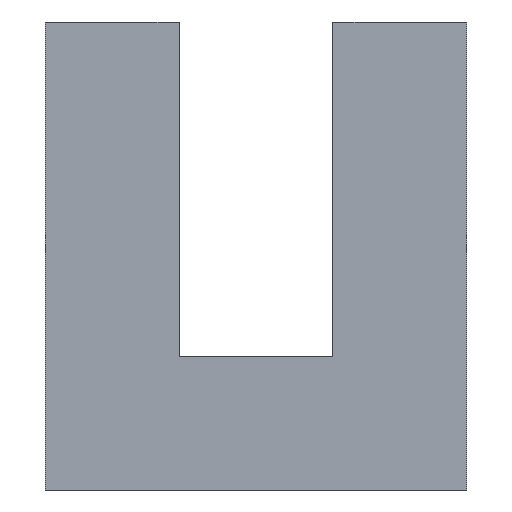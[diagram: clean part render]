
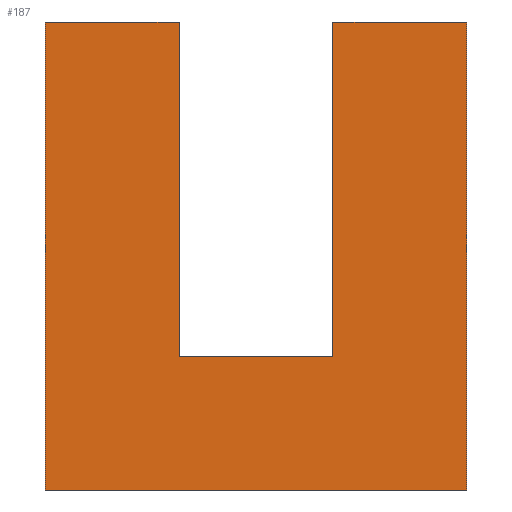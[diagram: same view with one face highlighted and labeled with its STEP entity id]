
A CAD part, left-side view. The second image highlights one B-rep face of the part: STEP entity #187.
In plain terms, the highlighted planar face has unit normal (-1, 0, 0).
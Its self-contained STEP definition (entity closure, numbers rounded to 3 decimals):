
#21=FACE_OUTER_BOUND('',#31,.T.);
#31=EDGE_LOOP('',(#151,#152,#153,#154,#155,#156,#157,#158));
#38=LINE('',#270,#62);
#39=LINE('',#273,#63);
#43=LINE('',#282,#67);
#46=LINE('',#288,#70);
#54=LINE('',#302,#78);
#55=LINE('',#305,#79);
#56=LINE('',#306,#80);
#57=LINE('',#307,#81);
#62=VECTOR('',#222,10.);
#63=VECTOR('',#225,10.);
#67=VECTOR('',#231,10.);
#70=VECTOR('',#236,10.);
#78=VECTOR('',#248,10.);
#79=VECTOR('',#251,10.);
#80=VECTOR('',#252,10.);
#81=VECTOR('',#253,10.);
#84=VERTEX_POINT('',#264);
#86=VERTEX_POINT('',#268);
#87=VERTEX_POINT('',#272);
#89=VERTEX_POINT('',#278);
#91=VERTEX_POINT('',#281);
#93=VERTEX_POINT('',#287);
#97=VERTEX_POINT('',#300);
#98=VERTEX_POINT('',#304);
#102=EDGE_CURVE('',#84,#86,#38,.T.);
#103=EDGE_CURVE('',#86,#87,#39,.T.);
#107=EDGE_CURVE('',#89,#91,#43,.T.);
#110=EDGE_CURVE('',#91,#93,#46,.T.);
#118=EDGE_CURVE('',#97,#93,#54,.T.);
#119=EDGE_CURVE('',#97,#98,#55,.T.);
#120=EDGE_CURVE('',#84,#89,#56,.T.);
#121=EDGE_CURVE('',#98,#87,#57,.T.);
#151=ORIENTED_EDGE('',*,*,#119,.F.);
#152=ORIENTED_EDGE('',*,*,#118,.T.);
#153=ORIENTED_EDGE('',*,*,#110,.F.);
#154=ORIENTED_EDGE('',*,*,#107,.F.);
#155=ORIENTED_EDGE('',*,*,#120,.F.);
#156=ORIENTED_EDGE('',*,*,#102,.T.);
#157=ORIENTED_EDGE('',*,*,#103,.T.);
#158=ORIENTED_EDGE('',*,*,#121,.F.);
#177=PLANE('',#211);
#187=ADVANCED_FACE('',(#21),#177,.T.);
#211=AXIS2_PLACEMENT_3D('',#303,#249,#250);
#222=DIRECTION('',(0.,0.,1.));
#225=DIRECTION('',(0.,1.,0.));
#231=DIRECTION('',(0.,0.,1.));
#236=DIRECTION('',(0.,-1.,0.));
#248=DIRECTION('',(0.,0.,1.));
#249=DIRECTION('center_axis',(-1.,0.,0.));
#250=DIRECTION('ref_axis',(0.,-1.,0.));
#251=DIRECTION('',(0.,1.,0.));
#252=DIRECTION('',(0.,-1.,0.));
#253=DIRECTION('',(0.,0.,1.));
#264=CARTESIAN_POINT('',(-12.,1.15,2.));
#268=CARTESIAN_POINT('',(-12.,1.15,7.));
#270=CARTESIAN_POINT('',(-12.,1.15,2.));
#272=CARTESIAN_POINT('',(-12.,3.15,7.));
#273=CARTESIAN_POINT('',(-12.,1.15,7.));
#278=CARTESIAN_POINT('',(-12.,-1.15,2.));
#281=CARTESIAN_POINT('',(-12.,-1.15,7.));
#282=CARTESIAN_POINT('',(-12.,-1.15,2.));
#287=CARTESIAN_POINT('',(-12.,-3.15,7.));
#288=CARTESIAN_POINT('',(-12.,-1.15,7.));
#300=CARTESIAN_POINT('',(-12.,-3.15,0.));
#302=CARTESIAN_POINT('',(-12.,-3.15,0.));
#303=CARTESIAN_POINT('Origin',(-12.,3.15,0.));
#304=CARTESIAN_POINT('',(-12.,3.15,0.));
#305=CARTESIAN_POINT('',(-12.,-3.15,0.));
#306=CARTESIAN_POINT('',(-12.,-3.15,2.));
#307=CARTESIAN_POINT('',(-12.,3.15,0.));
